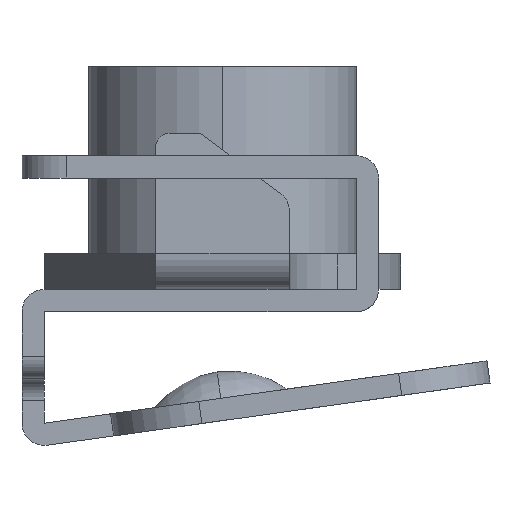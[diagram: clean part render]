
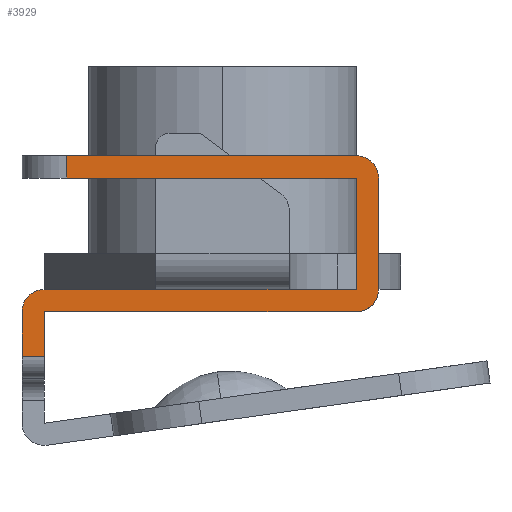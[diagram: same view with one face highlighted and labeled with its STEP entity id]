
A CAD part, left-side view. The second image highlights one B-rep face of the part: STEP entity #3929.
In plain terms, the highlighted planar face has unit normal (-1, 0, 0).
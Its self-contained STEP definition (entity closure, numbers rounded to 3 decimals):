
#52 = ORIENTED_EDGE ( 'NONE', *, *, #2087, .F. ) ;
#54 = CARTESIAN_POINT ( 'NONE',  ( -12., 4., -4.5 ) ) ;
#71 = CARTESIAN_POINT ( 'NONE',  ( -12., -3., -3. ) ) ;
#195 = DIRECTION ( 'NONE',  ( 0., 0., -1. ) ) ;
#204 = CIRCLE ( 'NONE', #3088, 0.5 ) ;
#232 = EDGE_CURVE ( 'NONE', #2253, #4231, #513, .T. ) ;
#236 = ORIENTED_EDGE ( 'NONE', *, *, #1144, .F. ) ;
#244 = LINE ( 'NONE', #4091, #3610 ) ;
#499 = DIRECTION ( 'NONE',  ( 0., 0., 1. ) ) ;
#513 = LINE ( 'NONE', #54, #3977 ) ;
#528 = LINE ( 'NONE', #71, #2260 ) ;
#542 = AXIS2_PLACEMENT_3D ( 'NONE', #2154, #1713, #1292 ) ;
#547 = CARTESIAN_POINT ( 'NONE',  ( -12., -3., -3.5 ) ) ;
#568 = VERTEX_POINT ( 'NONE', #804 ) ;
#580 = EDGE_CURVE ( 'NONE', #2337, #2505, #1990, .T. ) ;
#635 = CARTESIAN_POINT ( 'NONE',  ( -12., 3.5, -0.5 ) ) ;
#737 = EDGE_CURVE ( 'NONE', #3210, #2505, #2812, .T. ) ;
#804 = CARTESIAN_POINT ( 'NONE',  ( -12., 4., -3. ) ) ;
#886 = LINE ( 'NONE', #3893, #4152 ) ;
#904 = CARTESIAN_POINT ( 'NONE',  ( -12., -3.5, -3. ) ) ;
#926 = EDGE_LOOP ( 'NONE', ( #3492, #4181, #2930, #3568, #3780, #2946, #236, #1069, #1201, #4134, #2631, #1337, #52 ) ) ;
#933 = VECTOR ( 'NONE', #3340, 1000. ) ;
#935 = DIRECTION ( 'NONE',  ( 1., 0., 0. ) ) ;
#1056 = DIRECTION ( 'NONE',  ( 0., 0., -1. ) ) ;
#1069 = ORIENTED_EDGE ( 'NONE', *, *, #3640, .F. ) ;
#1104 = CARTESIAN_POINT ( 'NONE',  ( -12., -3., -3. ) ) ;
#1134 = DIRECTION ( 'NONE',  ( 0., 1., 0. ) ) ;
#1144 = EDGE_CURVE ( 'NONE', #1244, #1998, #2517, .T. ) ;
#1201 = ORIENTED_EDGE ( 'NONE', *, *, #737, .T. ) ;
#1242 = VERTEX_POINT ( 'NONE', #3265 ) ;
#1244 = VERTEX_POINT ( 'NONE', #2835 ) ;
#1258 = AXIS2_PLACEMENT_3D ( 'NONE', #3682, #1479, #1056 ) ;
#1292 = DIRECTION ( 'NONE',  ( 0., 0., 1. ) ) ;
#1323 = EDGE_CURVE ( 'NONE', #3458, #3121, #886, .T. ) ;
#1337 = ORIENTED_EDGE ( 'NONE', *, *, #2491, .F. ) ;
#1352 = CARTESIAN_POINT ( 'NONE',  ( -12., 4., -3.5 ) ) ;
#1359 = EDGE_CURVE ( 'NONE', #3121, #4231, #244, .T. ) ;
#1395 = DIRECTION ( 'NONE',  ( 0., 0., -1. ) ) ;
#1479 = DIRECTION ( 'NONE',  ( 1., 0., 0. ) ) ;
#1561 = CARTESIAN_POINT ( 'NONE',  ( -12., 4.5, -0.5 ) ) ;
#1564 = DIRECTION ( 'NONE',  ( 0., 0., 1. ) ) ;
#1602 = EDGE_CURVE ( 'NONE', #1740, #2337, #3137, .T. ) ;
#1700 = CARTESIAN_POINT ( 'NONE',  ( -12., 3.5, -0.5 ) ) ;
#1713 = DIRECTION ( 'NONE',  ( -1., 0., 0. ) ) ;
#1740 = VERTEX_POINT ( 'NONE', #1104 ) ;
#1827 = DIRECTION ( 'NONE',  ( 1., 0., 0. ) ) ;
#1903 = AXIS2_PLACEMENT_3D ( 'NONE', #2264, #1827, #1395 ) ;
#1990 = LINE ( 'NONE', #1561, #3699 ) ;
#1992 = CARTESIAN_POINT ( 'NONE',  ( -12., 4.5, -3.5 ) ) ;
#1998 = VERTEX_POINT ( 'NONE', #3635 ) ;
#2087 = EDGE_CURVE ( 'NONE', #1242, #568, #204, .T. ) ;
#2154 = CARTESIAN_POINT ( 'NONE',  ( -12., 4., -3.5 ) ) ;
#2245 = DIRECTION ( 'NONE',  ( 0., 0., 1. ) ) ;
#2253 = VERTEX_POINT ( 'NONE', #4267 ) ;
#2260 = VECTOR ( 'NONE', #3932, 1000. ) ;
#2264 = CARTESIAN_POINT ( 'NONE',  ( -12., -3., -3. ) ) ;
#2337 = VERTEX_POINT ( 'NONE', #3392 ) ;
#2348 = VECTOR ( 'NONE', #1564, 1000. ) ;
#2444 = LINE ( 'NONE', #1992, #2348 ) ;
#2470 = CARTESIAN_POINT ( 'NONE',  ( -12., 4., -4.5 ) ) ;
#2491 = EDGE_CURVE ( 'NONE', #568, #1740, #528, .T. ) ;
#2505 = VERTEX_POINT ( 'NONE', #1700 ) ;
#2517 = CIRCLE ( 'NONE', #1258, 0.5 ) ;
#2575 = VECTOR ( 'NONE', #195, 1000. ) ;
#2631 = ORIENTED_EDGE ( 'NONE', *, *, #1602, .F. ) ;
#2693 = CARTESIAN_POINT ( 'NONE',  ( -12., -3., -0.5 ) ) ;
#2768 = CARTESIAN_POINT ( 'NONE',  ( -12., 3.5, 0. ) ) ;
#2812 = LINE ( 'NONE', #635, #2575 ) ;
#2816 = FACE_OUTER_BOUND ( 'NONE', #926, .T. ) ;
#2835 = CARTESIAN_POINT ( 'NONE',  ( -12., -3., 0. ) ) ;
#2846 = EDGE_CURVE ( 'NONE', #1998, #3134, #4242, .T. ) ;
#2879 = DIRECTION ( 'NONE',  ( 0., -1., 0. ) ) ;
#2930 = ORIENTED_EDGE ( 'NONE', *, *, #1359, .F. ) ;
#2946 = ORIENTED_EDGE ( 'NONE', *, *, #2846, .F. ) ;
#3046 = PLANE ( 'NONE',  #542 ) ;
#3088 = AXIS2_PLACEMENT_3D ( 'NONE', #1352, #935, #499 ) ;
#3121 = VERTEX_POINT ( 'NONE', #3973 ) ;
#3134 = VERTEX_POINT ( 'NONE', #904 ) ;
#3137 = LINE ( 'NONE', #2693, #3907 ) ;
#3210 = VERTEX_POINT ( 'NONE', #2768 ) ;
#3265 = CARTESIAN_POINT ( 'NONE',  ( -12., 4.5, -3.5 ) ) ;
#3305 = CARTESIAN_POINT ( 'NONE',  ( -12., 4.5, 0. ) ) ;
#3340 = DIRECTION ( 'NONE',  ( 0., 0., -1. ) ) ;
#3392 = CARTESIAN_POINT ( 'NONE',  ( -12., -3., -0.5 ) ) ;
#3408 = CIRCLE ( 'NONE', #1903, 0.5 ) ;
#3452 = EDGE_CURVE ( 'NONE', #3134, #3458, #3408, .T. ) ;
#3458 = VERTEX_POINT ( 'NONE', #547 ) ;
#3492 = ORIENTED_EDGE ( 'NONE', *, *, #4149, .F. ) ;
#3568 = ORIENTED_EDGE ( 'NONE', *, *, #1323, .F. ) ;
#3610 = VECTOR ( 'NONE', #3634, 1000. ) ;
#3634 = DIRECTION ( 'NONE',  ( 0., 0., -1. ) ) ;
#3635 = CARTESIAN_POINT ( 'NONE',  ( -12., -3.5, -0.5 ) ) ;
#3640 = EDGE_CURVE ( 'NONE', #3210, #1244, #3753, .T. ) ;
#3682 = CARTESIAN_POINT ( 'NONE',  ( -12., -3., -0.5 ) ) ;
#3699 = VECTOR ( 'NONE', #1134, 1000. ) ;
#3753 = LINE ( 'NONE', #3305, #3998 ) ;
#3780 = ORIENTED_EDGE ( 'NONE', *, *, #3452, .F. ) ;
#3789 = CARTESIAN_POINT ( 'NONE',  ( -12., -3.5, -0.5 ) ) ;
#3855 = DIRECTION ( 'NONE',  ( 0., 1., 0. ) ) ;
#3893 = CARTESIAN_POINT ( 'NONE',  ( -12., -3., -3.5 ) ) ;
#3907 = VECTOR ( 'NONE', #2245, 1000. ) ;
#3917 = DIRECTION ( 'NONE',  ( 0., -1., 0. ) ) ;
#3929 = ADVANCED_FACE ( 'NONE', ( #2816 ), #3046, .T. ) ;
#3932 = DIRECTION ( 'NONE',  ( 0., -1., 0. ) ) ;
#3973 = CARTESIAN_POINT ( 'NONE',  ( -12., 4., -3.5 ) ) ;
#3977 = VECTOR ( 'NONE', #3917, 1000. ) ;
#3998 = VECTOR ( 'NONE', #2879, 1000. ) ;
#4091 = CARTESIAN_POINT ( 'NONE',  ( -12., 4., -3.5 ) ) ;
#4134 = ORIENTED_EDGE ( 'NONE', *, *, #580, .F. ) ;
#4149 = EDGE_CURVE ( 'NONE', #2253, #1242, #2444, .T. ) ;
#4152 = VECTOR ( 'NONE', #3855, 1000. ) ;
#4181 = ORIENTED_EDGE ( 'NONE', *, *, #232, .T. ) ;
#4231 = VERTEX_POINT ( 'NONE', #2470 ) ;
#4242 = LINE ( 'NONE', #3789, #933 ) ;
#4267 = CARTESIAN_POINT ( 'NONE',  ( -12., 4.5, -4.5 ) ) ;
